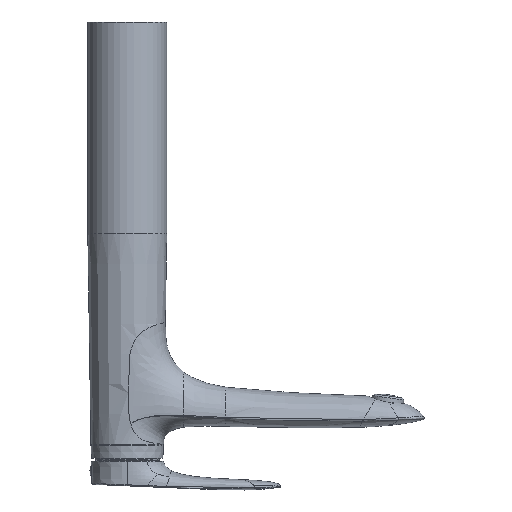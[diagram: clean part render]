
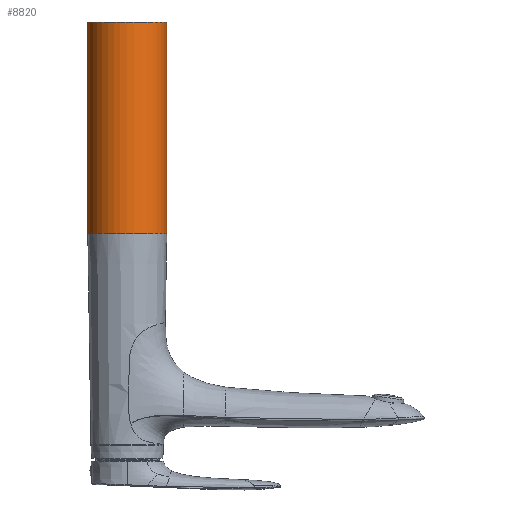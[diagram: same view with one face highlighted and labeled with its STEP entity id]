
A CAD part, front view. The second image highlights one B-rep face of the part: STEP entity #8820.
In plain terms, the highlighted cylindrical face has radius 23.5 mm (diameter 47 mm), a partial arc.
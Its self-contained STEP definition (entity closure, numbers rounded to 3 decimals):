
#1679=CARTESIAN_POINT('',(0.,0.,126.2));
#1680=DIRECTION('',(0.,0.,-1.));
#1681=DIRECTION('',(1.,0.,0.));
#1682=AXIS2_PLACEMENT_3D('',#1679,#1680,#1681);
#1704=DIRECTION('',(0.,0.,-1.));
#1705=VECTOR('',#1704,126.2);
#1706=CARTESIAN_POINT('',(-23.5,0.,126.2));
#1707=LINE('',#1706,#1705);
#1831=CARTESIAN_POINT('',(0.,0.,0.));
#1832=DIRECTION('',(0.,0.,1.));
#1833=DIRECTION('',(-1.,0.,0.));
#1834=AXIS2_PLACEMENT_3D('',#1831,#1832,#1833);
#1868=DIRECTION('',(0.,0.,-1.));
#1869=VECTOR('',#1868,126.2);
#1870=CARTESIAN_POINT('',(23.5,0.,126.2));
#1871=LINE('',#1870,#1869);
#3229=CARTESIAN_POINT('',(-23.5,0.,0.));
#3230=VERTEX_POINT('',#3229);
#3231=CARTESIAN_POINT('',(23.5,0.,0.));
#3232=VERTEX_POINT('',#3231);
#3245=CARTESIAN_POINT('',(23.5,0.,126.2));
#3246=VERTEX_POINT('',#3245);
#3247=CARTESIAN_POINT('',(-23.5,0.,126.2));
#3248=VERTEX_POINT('',#3247);
#8809=CARTESIAN_POINT('',(0.,0.,-6.31));
#8810=DIRECTION('',(0.,0.,1.));
#8811=DIRECTION('',(-1.,0.,0.));
#8812=AXIS2_PLACEMENT_3D('',#8809,#8810,#8811);
#8813=CYLINDRICAL_SURFACE('',#8812,23.5);
#8814=ORIENTED_EDGE('',*,*,#8798,.F.);
#8815=ORIENTED_EDGE('',*,*,#8726,.F.);
#8816=ORIENTED_EDGE('',*,*,#8703,.F.);
#8817=ORIENTED_EDGE('',*,*,#8723,.T.);
#8818=EDGE_LOOP('',(#8814,#8815,#8816,#8817));
#8819=FACE_OUTER_BOUND('',#8818,.F.);
#1683=CIRCLE('',#1682,23.5);
#1835=CIRCLE('',#1834,23.5);
#8703=EDGE_CURVE('',#3246,#3248,#1683,.T.);
#8723=EDGE_CURVE('',#3246,#3232,#1871,.T.);
#8726=EDGE_CURVE('',#3248,#3230,#1707,.T.);
#8798=EDGE_CURVE('',#3230,#3232,#1835,.T.);
#8820=ADVANCED_FACE('',(#8819),#8813,.T.);
